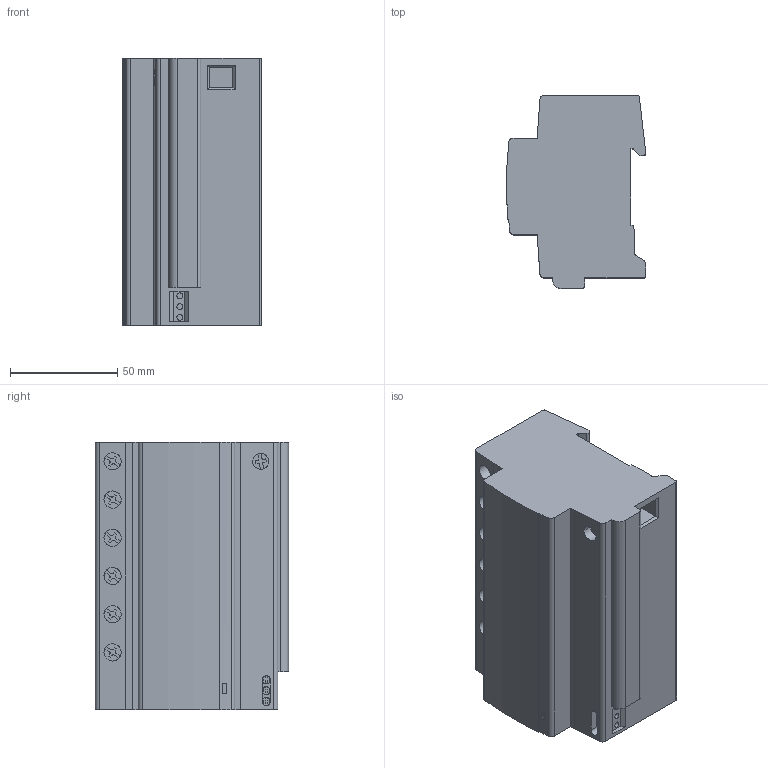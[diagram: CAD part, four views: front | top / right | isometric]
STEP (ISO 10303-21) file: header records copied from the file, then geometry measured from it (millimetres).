
FILE_DESCRIPTION((''),'2;1');
FILE_NAME('B80001009','2017-03-23T',('FRJEGUI'),(''),'CREO PARAMETRIC BY PTC INC, 2016380','CREO PARAMETRIC BY PTC INC, 2016380','');
FILE_SCHEMA(('CONFIG_CONTROL_DESIGN'));
Length unit declared in the file: millimetre
Products named in the file (1): B80001009
Bounding box: 64.77 x 90 x 124.6 mm (x, y, z)
Volume: 557161.8 mm3; surface area: 54536.4 mm2
Topology: 1 solids, 6 shells, 413 faces, 1103 edges, 722 vertices
Faces by surface type: plane 305, cylinder 108
Entity records: 13608 total; most frequent: CARTESIAN_POINT 3069, ORIENTED_EDGE 2206, DIRECTION 2157, EDGE_CURVE 1103, VECTOR 843, LINE 843, VERTEX_POINT 722, AXIS2_PLACEMENT_3D 657
